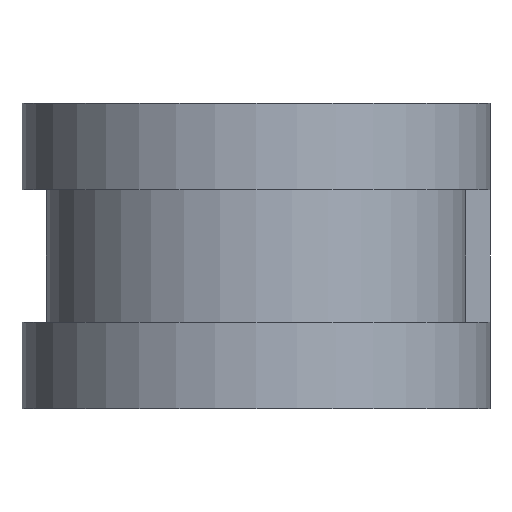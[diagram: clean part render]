
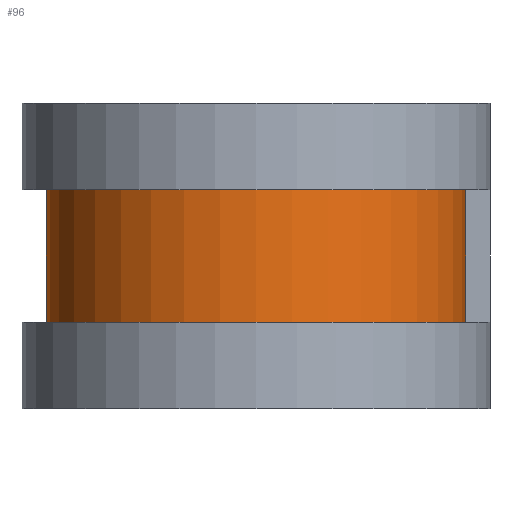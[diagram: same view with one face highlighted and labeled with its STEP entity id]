
A CAD part, left-side view. The second image highlights one B-rep face of the part: STEP entity #96.
In plain terms, the highlighted cylindrical face has radius 10.3 mm (diameter 20.6 mm), a partial arc.
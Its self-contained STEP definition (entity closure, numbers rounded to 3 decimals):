
#96 = ADVANCED_FACE( '', ( #162 ), #163, .T. );
#162 = FACE_OUTER_BOUND( '', #248, .T. );
#163 = CYLINDRICAL_SURFACE( '', #249, 10.3 );
#248 = EDGE_LOOP( '', ( #469, #470, #471, #472 ) );
#249 = AXIS2_PLACEMENT_3D( '', #473, #474, #475 );
#469 = ORIENTED_EDGE( '', *, *, #723, .T. );
#470 = ORIENTED_EDGE( '', *, *, #724, .F. );
#471 = ORIENTED_EDGE( '', *, *, #725, .F. );
#472 = ORIENTED_EDGE( '', *, *, #636, .T. );
#473 = CARTESIAN_POINT( '', ( 0., 0., 50. ) );
#474 = DIRECTION( '', ( 0., 0., -1. ) );
#475 = DIRECTION( '', ( 1., 0., 0. ) );
#636 = EDGE_CURVE( '', #752, #753, #754, .T. );
#723 = EDGE_CURVE( '', #753, #907, #908, .T. );
#724 = EDGE_CURVE( '', #909, #907, #910, .T. );
#725 = EDGE_CURVE( '', #752, #909, #911, .T. );
#752 = VERTEX_POINT( '', #942 );
#753 = VERTEX_POINT( '', #943 );
#754 = LINE( '', #944, #945 );
#907 = VERTEX_POINT( '', #1172 );
#908 = CIRCLE( '', #1173, 10.3 );
#909 = VERTEX_POINT( '', #1174 );
#910 = LINE( '', #1175, #1176 );
#911 = CIRCLE( '', #1177, 10.3 );
#942 = CARTESIAN_POINT( '', ( 10.3, 0., 3.25 ) );
#943 = CARTESIAN_POINT( '', ( 10.3, 0., -3.25 ) );
#944 = CARTESIAN_POINT( '', ( 10.3, 0., 3.25 ) );
#945 = VECTOR( '', #1216, 1000. );
#1172 = CARTESIAN_POINT( '', ( 0., -10.3, -3.25 ) );
#1173 = AXIS2_PLACEMENT_3D( '', #1327, #1328, #1329 );
#1174 = CARTESIAN_POINT( '', ( 0., -10.3, 3.25 ) );
#1175 = CARTESIAN_POINT( '', ( 0., -10.3, 3.25 ) );
#1176 = VECTOR( '', #1330, 1000. );
#1177 = AXIS2_PLACEMENT_3D( '', #1331, #1332, #1333 );
#1216 = DIRECTION( '', ( 0., 0., -1. ) );
#1327 = CARTESIAN_POINT( '', ( 0., 0., -3.25 ) );
#1328 = DIRECTION( '', ( 0., 0., 1. ) );
#1329 = DIRECTION( '', ( 1., 0., 0. ) );
#1330 = DIRECTION( '', ( 0., 0., -1. ) );
#1331 = CARTESIAN_POINT( '', ( 0., 0., 3.25 ) );
#1332 = DIRECTION( '', ( 0., 0., 1. ) );
#1333 = DIRECTION( '', ( 1., 0., 0. ) );
